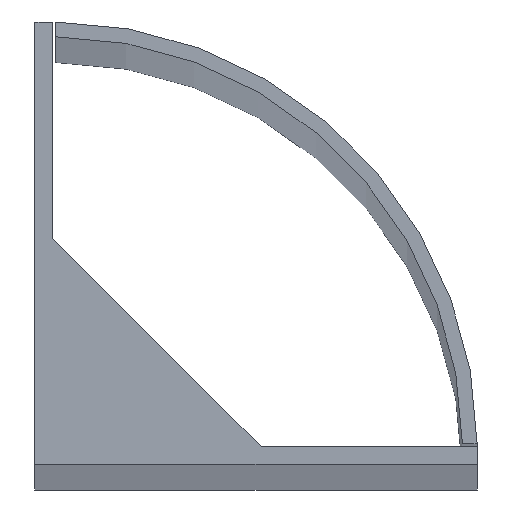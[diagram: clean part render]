
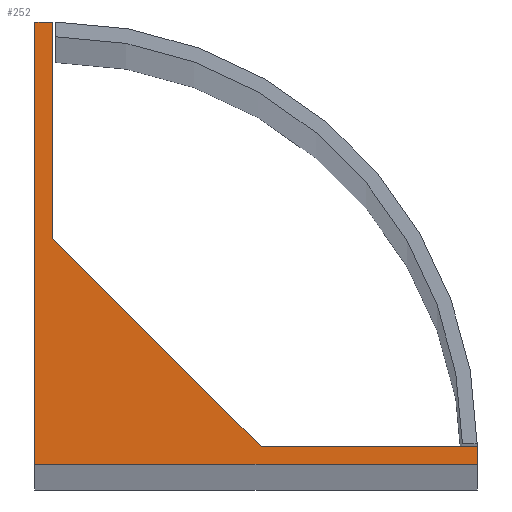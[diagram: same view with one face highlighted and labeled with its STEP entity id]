
A CAD part, top view. The second image highlights one B-rep face of the part: STEP entity #252.
In plain terms, the highlighted planar face has unit normal (0, 0, 1).
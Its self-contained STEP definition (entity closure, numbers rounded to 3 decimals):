
#30=FACE_OUTER_BOUND('',#45,.T.);
#45=EDGE_LOOP('',(#194,#195,#196,#197,#198,#199,#200));
#55=LINE('',#371,#84);
#58=LINE('',#377,#87);
#61=LINE('',#383,#90);
#64=LINE('',#389,#93);
#67=LINE('',#395,#96);
#70=LINE('',#401,#99);
#73=LINE('',#405,#102);
#84=VECTOR('',#300,10.);
#87=VECTOR('',#305,10.);
#90=VECTOR('',#310,10.);
#93=VECTOR('',#315,10.);
#96=VECTOR('',#320,10.);
#99=VECTOR('',#325,10.);
#102=VECTOR('',#330,10.);
#113=VERTEX_POINT('',#368);
#114=VERTEX_POINT('',#370);
#116=VERTEX_POINT('',#376);
#118=VERTEX_POINT('',#382);
#120=VERTEX_POINT('',#388);
#122=VERTEX_POINT('',#394);
#124=VERTEX_POINT('',#400);
#135=EDGE_CURVE('',#114,#113,#55,.T.);
#138=EDGE_CURVE('',#116,#114,#58,.T.);
#141=EDGE_CURVE('',#118,#116,#61,.T.);
#144=EDGE_CURVE('',#120,#118,#64,.T.);
#147=EDGE_CURVE('',#122,#120,#67,.T.);
#150=EDGE_CURVE('',#124,#122,#70,.T.);
#153=EDGE_CURVE('',#113,#124,#73,.T.);
#194=ORIENTED_EDGE('',*,*,#153,.T.);
#195=ORIENTED_EDGE('',*,*,#150,.T.);
#196=ORIENTED_EDGE('',*,*,#147,.T.);
#197=ORIENTED_EDGE('',*,*,#144,.T.);
#198=ORIENTED_EDGE('',*,*,#141,.T.);
#199=ORIENTED_EDGE('',*,*,#138,.T.);
#200=ORIENTED_EDGE('',*,*,#135,.T.);
#239=PLANE('',#282);
#252=ADVANCED_FACE('',(#30),#239,.T.);
#282=AXIS2_PLACEMENT_3D('',#406,#331,#332);
#300=DIRECTION('',(1.,0.,0.));
#305=DIRECTION('',(0.,-1.,0.));
#310=DIRECTION('',(-1.,0.,0.));
#315=DIRECTION('',(0.,1.,0.));
#320=DIRECTION('',(-0.707,0.707,0.));
#325=DIRECTION('',(-1.,0.,0.));
#330=DIRECTION('',(0.,1.,0.));
#331=DIRECTION('center_axis',(0.,0.,1.));
#332=DIRECTION('ref_axis',(1.,0.,0.));
#368=CARTESIAN_POINT('',(30.,0.,1000.));
#370=CARTESIAN_POINT('',(0.,0.,1000.));
#371=CARTESIAN_POINT('',(0.,0.,1000.));
#376=CARTESIAN_POINT('',(0.,30.,1000.));
#377=CARTESIAN_POINT('',(0.,30.,1000.));
#382=CARTESIAN_POINT('',(1.2,30.,1000.));
#383=CARTESIAN_POINT('',(1.2,30.,1000.));
#388=CARTESIAN_POINT('',(1.2,15.342,1000.));
#389=CARTESIAN_POINT('',(1.2,15.342,1000.));
#394=CARTESIAN_POINT('',(15.342,1.2,1000.));
#395=CARTESIAN_POINT('',(15.342,1.2,1000.));
#400=CARTESIAN_POINT('',(30.,1.2,1000.));
#401=CARTESIAN_POINT('',(30.,1.2,1000.));
#405=CARTESIAN_POINT('',(30.,0.,1000.));
#406=CARTESIAN_POINT('Origin',(15.,15.,1000.));
